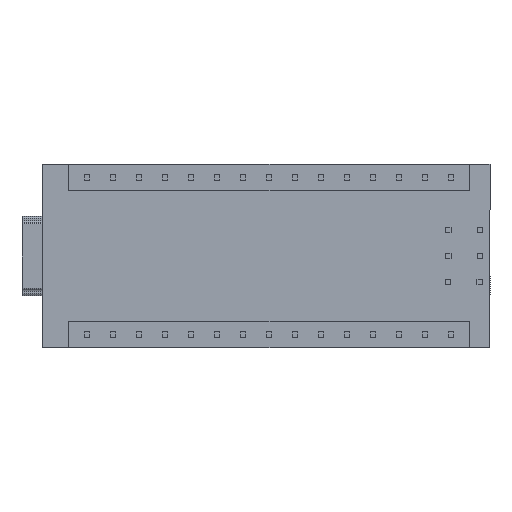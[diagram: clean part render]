
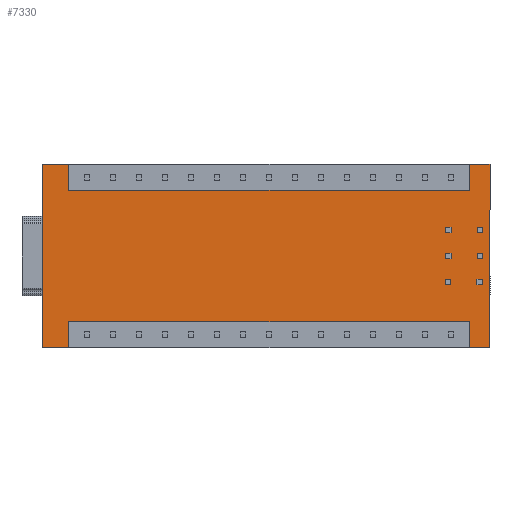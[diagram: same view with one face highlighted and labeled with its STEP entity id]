
A CAD part, front view. The second image highlights one B-rep face of the part: STEP entity #7330.
In plain terms, the highlighted planar face has unit normal (0, -1, 0).
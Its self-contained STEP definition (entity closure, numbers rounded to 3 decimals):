
#404 = AXIS2_PLACEMENT_3D ( 'NONE', #4213, #12409, #5354 ) ;
#1172 = CARTESIAN_POINT ( 'NONE',  ( 21.5, 0., 8.8 ) ) ;
#1326 = VERTEX_POINT ( 'NONE', #11019 ) ;
#2257 = ORIENTED_EDGE ( 'NONE', *, *, #10940, .F. ) ;
#3018 = VERTEX_POINT ( 'NONE', #10196 ) ;
#3276 = EDGE_CURVE ( 'NONE', #3434, #9489, #4270, .T. ) ;
#3434 = VERTEX_POINT ( 'NONE', #1172 ) ;
#3501 = CARTESIAN_POINT ( 'NONE',  ( 21.5, 0., -8.8 ) ) ;
#3811 = ORIENTED_EDGE ( 'NONE', *, *, #9544, .F. ) ;
#3991 = ORIENTED_EDGE ( 'NONE', *, *, #14295, .F. ) ;
#4213 = CARTESIAN_POINT ( 'NONE',  ( 0., 0., 0. ) ) ;
#4270 = LINE ( 'NONE', #10658, #13254 ) ;
#4724 = DIRECTION ( 'NONE',  ( -1., 0., 0. ) ) ;
#5112 = VECTOR ( 'NONE', #7318, 1000. ) ;
#5354 = DIRECTION ( 'NONE',  ( 0., 0., -1. ) ) ;
#6012 = ORIENTED_EDGE ( 'NONE', *, *, #3276, .F. ) ;
#6056 = EDGE_LOOP ( 'NONE', ( #3991, #3811, #6012, #2257 ) ) ;
#6612 = VECTOR ( 'NONE', #4724, 1000. ) ;
#6956 = LINE ( 'NONE', #7001, #13234 ) ;
#7001 = CARTESIAN_POINT ( 'NONE',  ( -21.5, 0., -8.8 ) ) ;
#7318 = DIRECTION ( 'NONE',  ( 1., 0., 0. ) ) ;
#7330 = ADVANCED_FACE ( 'NONE', ( #14528 ), #14735, .T. ) ;
#9370 = CARTESIAN_POINT ( 'NONE',  ( 21.5, 0., -8.8 ) ) ;
#9489 = VERTEX_POINT ( 'NONE', #3501 ) ;
#9544 = EDGE_CURVE ( 'NONE', #9489, #3018, #13639, .T. ) ;
#10196 = CARTESIAN_POINT ( 'NONE',  ( -21.5, 0., -8.8 ) ) ;
#10658 = CARTESIAN_POINT ( 'NONE',  ( 21.5, 0., -8.8 ) ) ;
#10940 = EDGE_CURVE ( 'NONE', #1326, #3434, #11353, .T. ) ;
#11019 = CARTESIAN_POINT ( 'NONE',  ( -21.5, 0., 8.8 ) ) ;
#11353 = LINE ( 'NONE', #13196, #5112 ) ;
#12409 = DIRECTION ( 'NONE',  ( 0., -1., 0. ) ) ;
#13179 = DIRECTION ( 'NONE',  ( 0., 0., -1. ) ) ;
#13196 = CARTESIAN_POINT ( 'NONE',  ( 21.5, 0., 8.8 ) ) ;
#13234 = VECTOR ( 'NONE', #15284, 1000. ) ;
#13254 = VECTOR ( 'NONE', #13179, 1000. ) ;
#13639 = LINE ( 'NONE', #9370, #6612 ) ;
#14295 = EDGE_CURVE ( 'NONE', #3018, #1326, #6956, .T. ) ;
#14528 = FACE_OUTER_BOUND ( 'NONE', #6056, .T. ) ;
#14735 = PLANE ( 'NONE',  #404 ) ;
#15284 = DIRECTION ( 'NONE',  ( 0., 0., 1. ) ) ;
